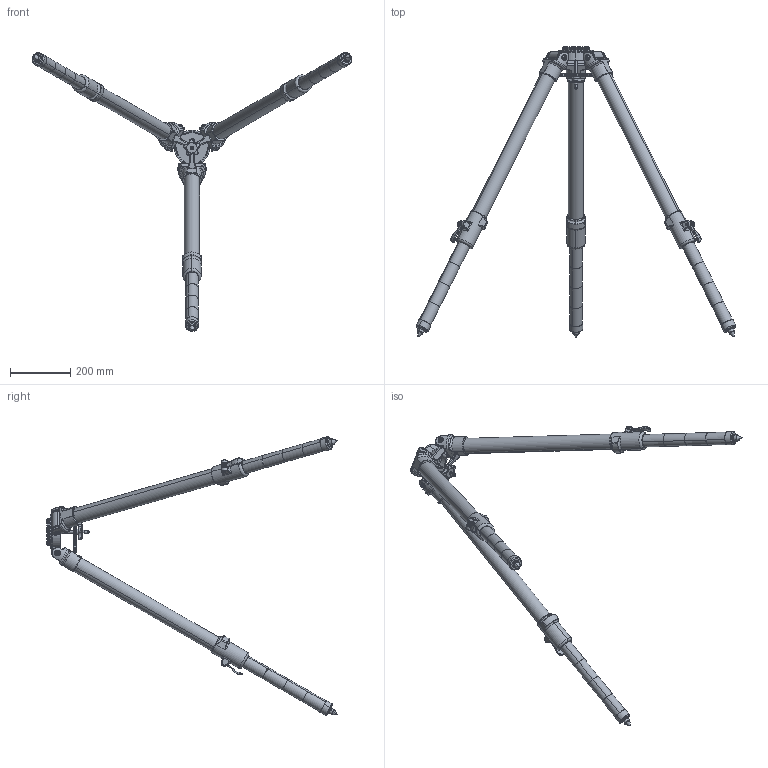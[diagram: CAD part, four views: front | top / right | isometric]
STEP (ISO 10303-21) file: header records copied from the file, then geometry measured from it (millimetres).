
FILE_DESCRIPTION (( 'STEP AP203' ), '1' );
FILE_NAME ('TetraLock Lite.STEP', '2015-01-09T19:05:37', ( 'Dell' ), ( '' ), 'SwSTEP 2.0', 'SolidWorks 2015', '' );
FILE_SCHEMA (( 'CONFIG_CONTROL_DESIGN' ));
Length unit declared in the file: inch
Products named in the file (1): TetraLock Lite
Bounding box: 1057.5 x 959.33 x 921.75 mm (x, y, z)
Volume: 6667140.8 mm3; surface area: 655922.3 mm2
Topology: 2 solids, 5 shells, 1653 faces, 4034 edges, 2372 vertices
Faces by surface type: cylinder 530, plane 332, torus 315, bspline 264, cone 140, sphere 72
Entity records: 64626 total; most frequent: CARTESIAN_POINT 27350, ORIENTED_EDGE 7956, DIRECTION 7952, EDGE_CURVE 3978, AXIS2_PLACEMENT_3D 3383, VERTEX_POINT 2372, CIRCLE 1993, EDGE_LOOP 1726
